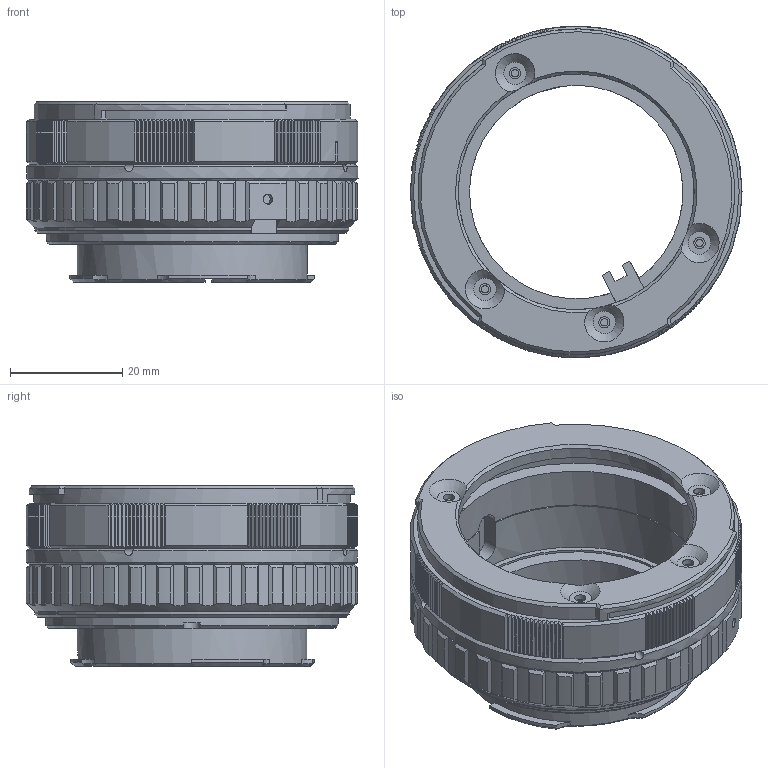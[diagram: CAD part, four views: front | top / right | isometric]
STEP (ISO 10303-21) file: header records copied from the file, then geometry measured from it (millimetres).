
FILE_DESCRIPTION(/* description */ (''),/* implementation_level */ '2;1');
FILE_NAME(/* name */ 'sam7_5_MFT-LM_assembly',/* time_stamp */ '2023-12-07T13:20:09-05:00',/* author */ ('George Moua'),/* organization */ ('Archive 663'),/* preprocessor_version */ 'ST-DEVELOPER v16.7',/* originating_system */ 'Solid Edge',/* authorisation */ 'Unknown');
FILE_SCHEMA (('AUTOMOTIVE_DESIGN {1 0 10303 214 3 1 1}'));
Length unit declared in the file: millimetre
Products named in the file (8): sam7_5_MFT-LM; sam7_5_MFT-LM_mount_LM; sam7_5_MFT-LM_focusTrack_LM_forCNC; sam7_5_MFT-LM_indicatorRing; sam7_5_MFT-LM_apertureRing; sam7_5_MFT-LM_focusRing; sam7_5_MFT-LM_faceplate; sam7_5_MFT-LM_apertureArm
Assembly tree (7 placements, depth 2):
  sam7_5_MFT-LM
    sam7_5_MFT-LM_mount_LM
    sam7_5_MFT-LM_focusTrack_LM_forCNC
    sam7_5_MFT-LM_indicatorRing
    sam7_5_MFT-LM_apertureRing
    sam7_5_MFT-LM_focusRing
    sam7_5_MFT-LM_faceplate
    sam7_5_MFT-LM_apertureArm
Bounding box: 59.08 x 59.02 x 32.15 mm (x, y, z)
Volume: 25914.4 mm3; surface area: 26514.1 mm2
Topology: 7 solids, 7 shells, 838 faces, 2084 edges, 1262 vertices
Faces by surface type: plane 385, cone 247, cylinder 202, sphere 3, bspline 1
Full cylindrical faces by diameter (mm): 1.2 x1, 1.3 x7, 1.5 x1, 1.6 x4, 1.8 x4, 2 x4, 3 x2, 4 x1, 38 x1, 40.9 x1, 42 x1, 44.9 x1, 45.1 x1, 50.1 x1, 51 x3, 52 x1, 52.4 x1, 55.2 x1, 55.5 x1, 59 x1
Entity records: 25007 total; most frequent: CARTESIAN_POINT 6023, ORIENTED_EDGE 3982, DIRECTION 3789, EDGE_CURVE 1991, AXIS2_PLACEMENT_3D 1537, VERTEX_POINT 1221, EDGE_LOOP 938, FACE_BOUND 938
